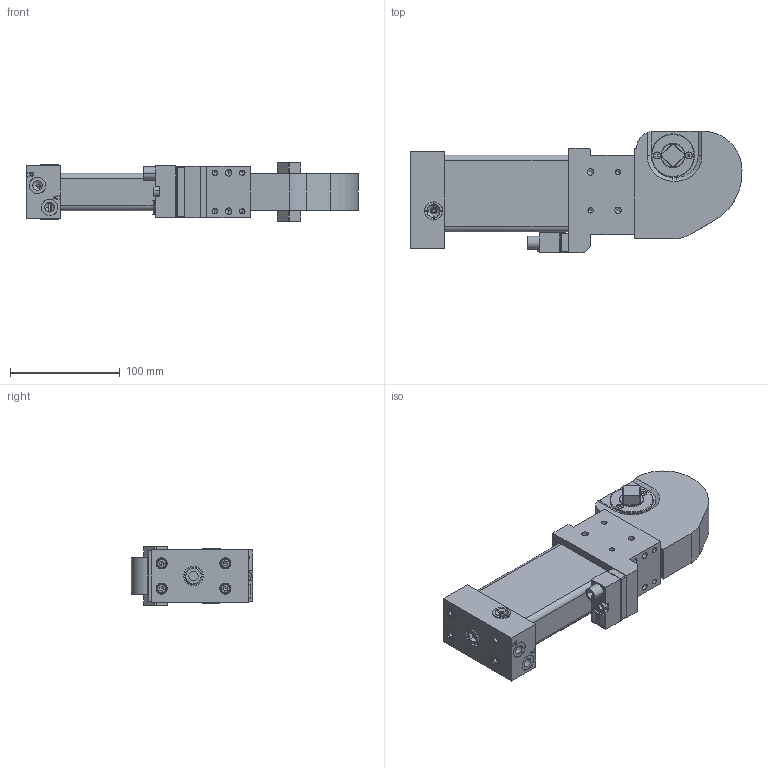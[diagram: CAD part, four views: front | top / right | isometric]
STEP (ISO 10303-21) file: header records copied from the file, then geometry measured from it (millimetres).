
FILE_DESCRIPTION(('CATIA V5 STEP Exchange'),'2;1');
FILE_NAME('UP_40_H_A00_T24_2_1250672_TUENKERS.stp','2020-03-04T15:08:52+00:00',('none'),('none'),'CATIA Version 5 Release 19 SP 9 (IN-10)','CATIA V5 STEP AP203','none');
FILE_SCHEMA(('CONFIG_CONTROL_DESIGN'));
Length unit declared in the file: millimetre
Products named in the file (1): UP_40_H_A00_T24_2_1250672_TUENKERS
Bounding box: 302.64 x 110.5 x 54 mm (x, y, z)
Volume: 923669.5 mm3; surface area: 116152.8 mm2
Topology: 7 solids, 15 shells, 811 faces, 2042 edges, 1274 vertices
Faces by surface type: plane 321, cylinder 249, cone 175, torus 30, bspline 20, sphere 16
Entity records: 25860 total; most frequent: CARTESIAN_POINT 7851, ORIENTED_EDGE 3936, DIRECTION 3067, EDGE_CURVE 1968, AXIS2_PLACEMENT_3D 1336, VERTEX_POINT 1274, VECTOR 989, LINE 989
